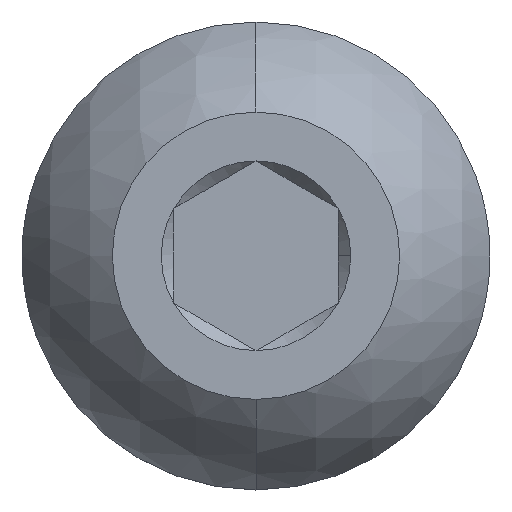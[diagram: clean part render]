
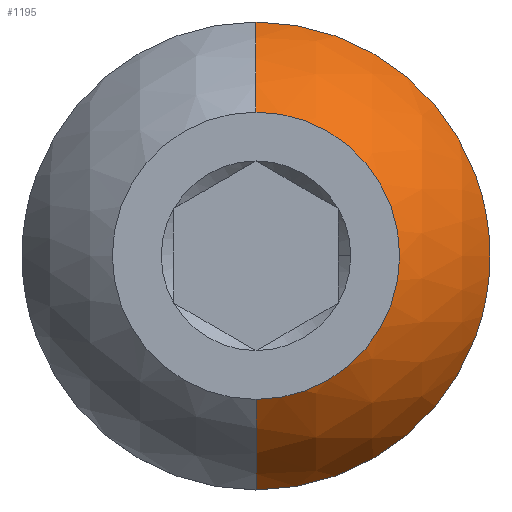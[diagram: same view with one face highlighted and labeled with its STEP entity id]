
A CAD part, top view. The second image highlights one B-rep face of the part: STEP entity #1195.
In plain terms, the highlighted spherical face has radius 3.056 mm.
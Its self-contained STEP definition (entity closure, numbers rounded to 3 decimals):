
#8 = SPHERICAL_SURFACE ( 'NONE', #296, 3.056 ) ;
#205 = FACE_OUTER_BOUND ( 'NONE', #1218, .T. ) ;
#296 = AXIS2_PLACEMENT_3D ( 'NONE', #2763, #1366, #1602 ) ;
#358 = CIRCLE ( 'NONE', #461, 2.85 ) ;
#361 = EDGE_CURVE ( 'NONE', #1971, #2158, #1365, .T. ) ;
#393 = AXIS2_PLACEMENT_3D ( 'NONE', #1955, #1692, #760 ) ;
#461 = AXIS2_PLACEMENT_3D ( 'NONE', #2447, #1768, #1064 ) ;
#531 = CARTESIAN_POINT ( 'NONE',  ( 0., 0., -2.505 ) ) ;
#563 = VERTEX_POINT ( 'NONE', #1289 ) ;
#589 = CARTESIAN_POINT ( 'NONE',  ( 0., -2.85, -1.403 ) ) ;
#593 = VERTEX_POINT ( 'NONE', #1042 ) ;
#739 = EDGE_CURVE ( 'NONE', #593, #563, #2182, .T. ) ;
#760 = DIRECTION ( 'NONE',  ( 1., 0., 0. ) ) ;
#878 = EDGE_CURVE ( 'NONE', #2408, #563, #3032, .T. ) ;
#1032 = ORIENTED_EDGE ( 'NONE', *, *, #2231, .F. ) ;
#1042 = CARTESIAN_POINT ( 'NONE',  ( 0., -1.75, 0. ) ) ;
#1064 = DIRECTION ( 'NONE',  ( 1., 0., 0. ) ) ;
#1098 = DIRECTION ( 'NONE',  ( 1., 0., 0. ) ) ;
#1195 = ADVANCED_FACE ( 'NONE', ( #205 ), #8, .T. ) ;
#1218 = EDGE_LOOP ( 'NONE', ( #1371, #1367, #1335, #2945, #1032 ) ) ;
#1219 = DIRECTION ( 'NONE',  ( 0., 1., 0. ) ) ;
#1255 = DIRECTION ( 'NONE',  ( 0., -1., 0. ) ) ;
#1289 = CARTESIAN_POINT ( 'NONE',  ( 0., 1.75, 0. ) ) ;
#1335 = ORIENTED_EDGE ( 'NONE', *, *, #878, .T. ) ;
#1365 = CIRCLE ( 'NONE', #393, 2.85 ) ;
#1366 = DIRECTION ( 'NONE',  ( 1., 0., 0. ) ) ;
#1367 = ORIENTED_EDGE ( 'NONE', *, *, #2502, .T. ) ;
#1371 = ORIENTED_EDGE ( 'NONE', *, *, #361, .T. ) ;
#1488 = CARTESIAN_POINT ( 'NONE',  ( 0., 0., -2.505 ) ) ;
#1602 = DIRECTION ( 'NONE',  ( 0., -1., 0. ) ) ;
#1692 = DIRECTION ( 'NONE',  ( 0., 0., 1. ) ) ;
#1736 = DIRECTION ( 'NONE',  ( 1., 0., 0. ) ) ;
#1768 = DIRECTION ( 'NONE',  ( 0., 0., 1. ) ) ;
#1955 = CARTESIAN_POINT ( 'NONE',  ( 0., 0., -1.403 ) ) ;
#1971 = VERTEX_POINT ( 'NONE', #589 ) ;
#2031 = CARTESIAN_POINT ( 'NONE',  ( 0., 0., 0. ) ) ;
#2156 = CARTESIAN_POINT ( 'NONE',  ( 2.85, 0., -1.403 ) ) ;
#2158 = VERTEX_POINT ( 'NONE', #2156 ) ;
#2181 = DIRECTION ( 'NONE',  ( -1., 0., 0. ) ) ;
#2182 = CIRCLE ( 'NONE', #2320, 1.75 ) ;
#2231 = EDGE_CURVE ( 'NONE', #1971, #593, #3061, .T. ) ;
#2320 = AXIS2_PLACEMENT_3D ( 'NONE', #2031, #2998, #1098 ) ;
#2356 = AXIS2_PLACEMENT_3D ( 'NONE', #531, #1736, #1219 ) ;
#2408 = VERTEX_POINT ( 'NONE', #2492 ) ;
#2447 = CARTESIAN_POINT ( 'NONE',  ( 0., 0., -1.403 ) ) ;
#2460 = AXIS2_PLACEMENT_3D ( 'NONE', #1488, #2181, #1255 ) ;
#2492 = CARTESIAN_POINT ( 'NONE',  ( 0., 2.85, -1.403 ) ) ;
#2502 = EDGE_CURVE ( 'NONE', #2158, #2408, #358, .T. ) ;
#2763 = CARTESIAN_POINT ( 'NONE',  ( 0., 0., -2.505 ) ) ;
#2945 = ORIENTED_EDGE ( 'NONE', *, *, #739, .F. ) ;
#2998 = DIRECTION ( 'NONE',  ( 0., 0., 1. ) ) ;
#3032 = CIRCLE ( 'NONE', #2356, 3.056 ) ;
#3061 = CIRCLE ( 'NONE', #2460, 3.056 ) ;
